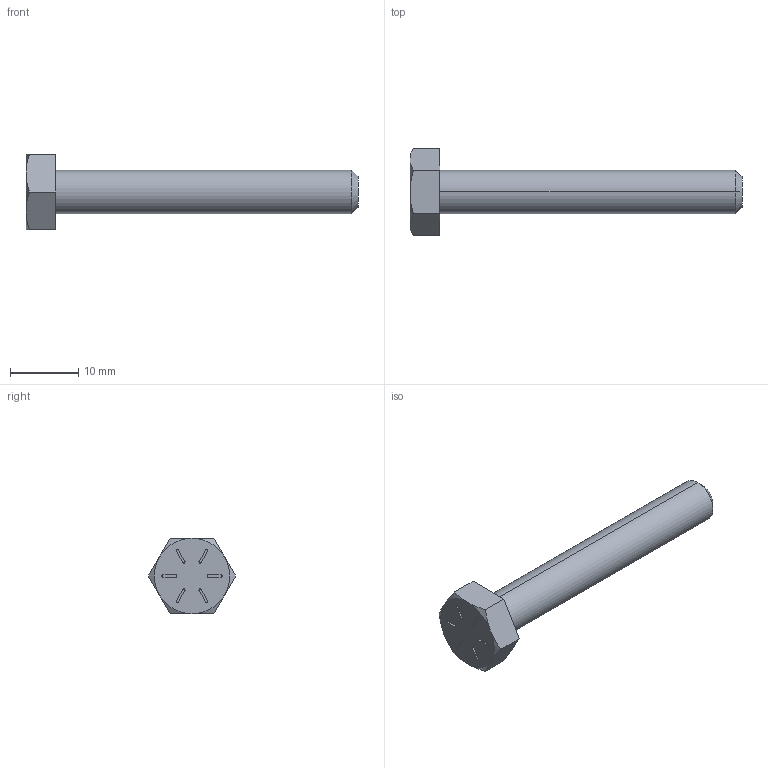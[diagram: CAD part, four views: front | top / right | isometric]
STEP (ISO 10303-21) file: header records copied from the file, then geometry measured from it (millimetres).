
FILE_DESCRIPTION (( 'STEP AP203' ), '1' );
FILE_NAME ('92620A548_NO THREADS_Zinc Yellow-Chromate Plated Hex Head Screw.STEP', '2022-06-17T20:30:36', ( 'Administrator' ), ( 'Managed by Terraform' ), 'SwSTEP 2.0', 'SolidWorks 2017', '' );
FILE_SCHEMA (( 'CONFIG_CONTROL_DESIGN' ));
Length unit declared in the file: inch
Products named in the file (1): 92620A548_NO THREADS_Zinc Yellow-Chromate Plated Hex Head Screw
Bounding box: 48.82 x 12.83 x 11.11 mm (x, y, z)
Volume: 1863.8 mm3; surface area: 1258.7 mm2
Topology: 1 solids, 1 shells, 53 faces, 124 edges, 80 vertices
Faces by surface type: plane 27, cylinder 18, cone 8
Entity records: 1633 total; most frequent: CARTESIAN_POINT 318, DIRECTION 264, ORIENTED_EDGE 248, EDGE_CURVE 124, AXIS2_PLACEMENT_3D 98, VERTEX_POINT 80, VECTOR 68, LINE 68
